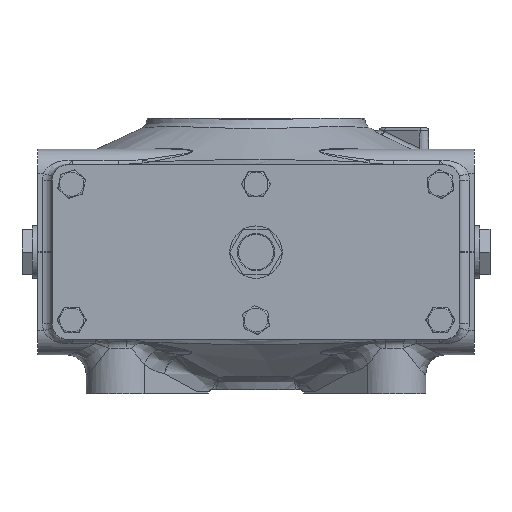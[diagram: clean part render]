
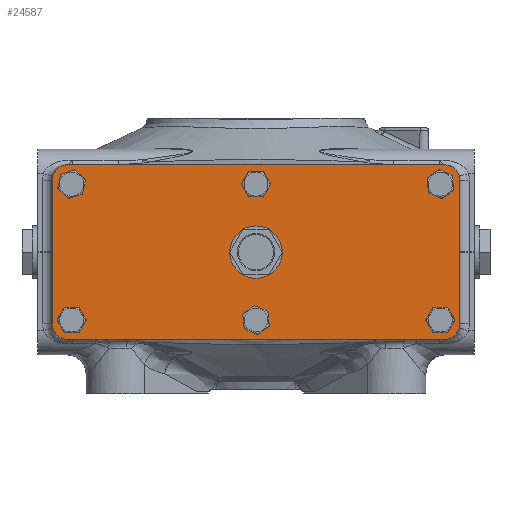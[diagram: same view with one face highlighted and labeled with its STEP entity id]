
A CAD part, left-side view. The second image highlights one B-rep face of the part: STEP entity #24587.
In plain terms, the highlighted planar face has unit normal (-1, 0, 0).
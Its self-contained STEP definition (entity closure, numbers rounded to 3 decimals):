
#360 = VECTOR ( 'NONE', #33341, 1000. ) ;
#912 = VECTOR ( 'NONE', #10271, 1000. ) ;
#1763 = ORIENTED_EDGE ( 'NONE', *, *, #43773, .T. ) ;
#2349 = EDGE_CURVE ( 'NONE', #4710, #53746, #25550, .T. ) ;
#4379 = FACE_BOUND ( 'NONE', #10643, .T. ) ;
#4406 = VERTEX_POINT ( 'NONE', #31189 ) ;
#4573 = CIRCLE ( 'NONE', #27756, 4.5 ) ;
#4710 = VERTEX_POINT ( 'NONE', #50392 ) ;
#5027 = FACE_BOUND ( 'NONE', #39219, .T. ) ;
#5478 = CARTESIAN_POINT ( 'NONE',  ( -110.3, 105., -37. ) ) ;
#5565 = DIRECTION ( 'NONE',  ( -1., 0., 0. ) ) ;
#5573 = CARTESIAN_POINT ( 'NONE',  ( -110.3, 95., -35. ) ) ;
#5577 = AXIS2_PLACEMENT_3D ( 'NONE', #6038, #32123, #36840 ) ;
#5721 = VERTEX_POINT ( 'NONE', #26662 ) ;
#5943 = CARTESIAN_POINT ( 'NONE',  ( -110.3, -97., -45. ) ) ;
#6038 = CARTESIAN_POINT ( 'NONE',  ( -110.3, -97., -37. ) ) ;
#6156 = DIRECTION ( 'NONE',  ( -1., 0., 0. ) ) ;
#6897 = CARTESIAN_POINT ( 'NONE',  ( -110.3, -97., 37. ) ) ;
#7694 = FACE_OUTER_BOUND ( 'NONE', #48488, .T. ) ;
#7703 = CARTESIAN_POINT ( 'NONE',  ( -110.3, 105., 37. ) ) ;
#8762 = EDGE_CURVE ( 'NONE', #24712, #24712, #20895, .T. ) ;
#8938 = ORIENTED_EDGE ( 'NONE', *, *, #2349, .T. ) ;
#9271 = AXIS2_PLACEMENT_3D ( 'NONE', #45818, #24398, #24771 ) ;
#9856 = DIRECTION ( 'NONE',  ( 0., 0., 1. ) ) ;
#10019 = CARTESIAN_POINT ( 'NONE',  ( -110.3, -105., -37. ) ) ;
#10271 = DIRECTION ( 'NONE',  ( 0., 0., 1. ) ) ;
#10643 = EDGE_LOOP ( 'NONE', ( #11903 ) ) ;
#11349 = AXIS2_PLACEMENT_3D ( 'NONE', #53127, #14628, #53515 ) ;
#11903 = ORIENTED_EDGE ( 'NONE', *, *, #43351, .F. ) ;
#12221 = VERTEX_POINT ( 'NONE', #32608 ) ;
#12301 = LINE ( 'NONE', #23142, #912 ) ;
#12616 = CARTESIAN_POINT ( 'NONE',  ( -110.3, -95., 39.5 ) ) ;
#12844 = EDGE_CURVE ( 'NONE', #20611, #20611, #4573, .T. ) ;
#14628 = DIRECTION ( 'NONE',  ( -1., 0., 0. ) ) ;
#14755 = CARTESIAN_POINT ( 'NONE',  ( -110.3, -97., 45. ) ) ;
#15147 = CIRCLE ( 'NONE', #11349, 4.5 ) ;
#15267 = ORIENTED_EDGE ( 'NONE', *, *, #8762, .F. ) ;
#16351 = ORIENTED_EDGE ( 'NONE', *, *, #19575, .F. ) ;
#16791 = CARTESIAN_POINT ( 'NONE',  ( -110.3, -97., 45. ) ) ;
#16846 = EDGE_LOOP ( 'NONE', ( #55314 ) ) ;
#16888 = CIRCLE ( 'NONE', #17925, 8. ) ;
#17009 = CARTESIAN_POINT ( 'NONE',  ( -110.3, 95., 39.5 ) ) ;
#17742 = CARTESIAN_POINT ( 'NONE',  ( -110.3, 95., -30.5 ) ) ;
#17925 = AXIS2_PLACEMENT_3D ( 'NONE', #6897, #6156, #19716 ) ;
#18820 = CARTESIAN_POINT ( 'NONE',  ( -110.3, -95., 35. ) ) ;
#18925 = ORIENTED_EDGE ( 'NONE', *, *, #38208, .T. ) ;
#18959 = CARTESIAN_POINT ( 'NONE',  ( -110.3, 97., -45. ) ) ;
#19178 = FACE_BOUND ( 'NONE', #19771, .T. ) ;
#19575 = EDGE_CURVE ( 'NONE', #38893, #38893, #42820, .T. ) ;
#19712 = CARTESIAN_POINT ( 'NONE',  ( -110.3, 105., 37. ) ) ;
#19716 = DIRECTION ( 'NONE',  ( 0., 0., 1. ) ) ;
#19771 = EDGE_LOOP ( 'NONE', ( #53333 ) ) ;
#20611 = VERTEX_POINT ( 'NONE', #12616 ) ;
#20741 = AXIS2_PLACEMENT_3D ( 'NONE', #44206, #53268, #40206 ) ;
#20895 = CIRCLE ( 'NONE', #50047, 9.5 ) ;
#21689 = EDGE_LOOP ( 'NONE', ( #15267 ) ) ;
#21729 = ORIENTED_EDGE ( 'NONE', *, *, #48158, .T. ) ;
#21763 = CIRCLE ( 'NONE', #52954, 8. ) ;
#22664 = LINE ( 'NONE', #19712, #43750 ) ;
#23142 = CARTESIAN_POINT ( 'NONE',  ( -110.3, -105., 37. ) ) ;
#23265 = DIRECTION ( 'NONE',  ( -1., 0., 0. ) ) ;
#23732 = AXIS2_PLACEMENT_3D ( 'NONE', #5573, #35809, #9856 ) ;
#23978 = VERTEX_POINT ( 'NONE', #17742 ) ;
#24398 = DIRECTION ( 'NONE',  ( -1., 0., 0. ) ) ;
#24512 = EDGE_CURVE ( 'NONE', #30524, #4710, #26717, .T. ) ;
#24587 = ADVANCED_FACE ( 'NONE', ( #35454, #4379, #19178, #55137, #36796, #5027, #38874, #7694 ), #54915, .T. ) ;
#24712 = VERTEX_POINT ( 'NONE', #51445 ) ;
#24771 = DIRECTION ( 'NONE',  ( 0., 0., 1. ) ) ;
#25288 = ORIENTED_EDGE ( 'NONE', *, *, #47912, .T. ) ;
#25550 = CIRCLE ( 'NONE', #5577, 8. ) ;
#25639 = ORIENTED_EDGE ( 'NONE', *, *, #39298, .F. ) ;
#26030 = VERTEX_POINT ( 'NONE', #34048 ) ;
#26463 = VERTEX_POINT ( 'NONE', #43631 ) ;
#26662 = CARTESIAN_POINT ( 'NONE',  ( -110.3, -95., -30.5 ) ) ;
#26717 = LINE ( 'NONE', #5943, #360 ) ;
#26738 = DIRECTION ( 'NONE',  ( 0., 0., 1. ) ) ;
#27394 = AXIS2_PLACEMENT_3D ( 'NONE', #40184, #23265, #44182 ) ;
#27715 = CARTESIAN_POINT ( 'NONE',  ( -110.3, 97., -37. ) ) ;
#27756 = AXIS2_PLACEMENT_3D ( 'NONE', #18820, #31346, #53677 ) ;
#29431 = VERTEX_POINT ( 'NONE', #14755 ) ;
#29489 = DIRECTION ( 'NONE',  ( 0., 1., 0. ) ) ;
#30386 = EDGE_CURVE ( 'NONE', #26030, #26030, #39093, .T. ) ;
#30524 = VERTEX_POINT ( 'NONE', #18959 ) ;
#30706 = CARTESIAN_POINT ( 'NONE',  ( -110.3, 0., 0. ) ) ;
#31079 = DIRECTION ( 'NONE',  ( -1., 0., 0. ) ) ;
#31189 = CARTESIAN_POINT ( 'NONE',  ( -110.3, 0., 39.5 ) ) ;
#31346 = DIRECTION ( 'NONE',  ( -1., 0., 0. ) ) ;
#32119 = EDGE_CURVE ( 'NONE', #4406, #4406, #15147, .T. ) ;
#32123 = DIRECTION ( 'NONE',  ( -1., 0., 0. ) ) ;
#32608 = CARTESIAN_POINT ( 'NONE',  ( -110.3, -105., 37. ) ) ;
#33341 = DIRECTION ( 'NONE',  ( 0., -1., 0. ) ) ;
#34048 = CARTESIAN_POINT ( 'NONE',  ( -110.3, 0., -30.5 ) ) ;
#34530 = VERTEX_POINT ( 'NONE', #7703 ) ;
#35242 = DIRECTION ( 'NONE',  ( 0., 0., 1. ) ) ;
#35402 = VERTEX_POINT ( 'NONE', #5478 ) ;
#35454 = FACE_BOUND ( 'NONE', #21689, .T. ) ;
#35809 = DIRECTION ( 'NONE',  ( -1., 0., 0. ) ) ;
#36796 = FACE_BOUND ( 'NONE', #16846, .T. ) ;
#36840 = DIRECTION ( 'NONE',  ( 0., 0., -1. ) ) ;
#38141 = CIRCLE ( 'NONE', #23732, 4.5 ) ;
#38208 = EDGE_CURVE ( 'NONE', #34530, #35402, #22664, .T. ) ;
#38874 = FACE_BOUND ( 'NONE', #52676, .T. ) ;
#38893 = VERTEX_POINT ( 'NONE', #17009 ) ;
#39093 = CIRCLE ( 'NONE', #20741, 4.5 ) ;
#39219 = EDGE_LOOP ( 'NONE', ( #16351 ) ) ;
#39298 = EDGE_CURVE ( 'NONE', #23978, #23978, #38141, .T. ) ;
#40184 = CARTESIAN_POINT ( 'NONE',  ( -110.3, 97., 37. ) ) ;
#40206 = DIRECTION ( 'NONE',  ( 0., 0., 1. ) ) ;
#40599 = DIRECTION ( 'NONE',  ( -1., 0., 0. ) ) ;
#40940 = EDGE_LOOP ( 'NONE', ( #47178 ) ) ;
#41221 = EDGE_CURVE ( 'NONE', #29431, #26463, #52095, .T. ) ;
#41323 = CARTESIAN_POINT ( 'NONE',  ( -110.3, -97., 37. ) ) ;
#42820 = CIRCLE ( 'NONE', #9271, 4.5 ) ;
#43083 = ORIENTED_EDGE ( 'NONE', *, *, #43128, .T. ) ;
#43128 = EDGE_CURVE ( 'NONE', #35402, #30524, #21763, .T. ) ;
#43351 = EDGE_CURVE ( 'NONE', #5721, #5721, #43552, .T. ) ;
#43509 = AXIS2_PLACEMENT_3D ( 'NONE', #52861, #31079, #35242 ) ;
#43552 = CIRCLE ( 'NONE', #43509, 4.5 ) ;
#43631 = CARTESIAN_POINT ( 'NONE',  ( -110.3, 97., 45. ) ) ;
#43635 = AXIS2_PLACEMENT_3D ( 'NONE', #41323, #46412, #50338 ) ;
#43750 = VECTOR ( 'NONE', #50562, 1000. ) ;
#43773 = EDGE_CURVE ( 'NONE', #53746, #12221, #12301, .T. ) ;
#44182 = DIRECTION ( 'NONE',  ( 0., 0., 1. ) ) ;
#44206 = CARTESIAN_POINT ( 'NONE',  ( -110.3, 0., -35. ) ) ;
#44964 = DIRECTION ( 'NONE',  ( 0., 0., 1. ) ) ;
#45818 = CARTESIAN_POINT ( 'NONE',  ( -110.3, 95., 35. ) ) ;
#46412 = DIRECTION ( 'NONE',  ( -1., 0., 0. ) ) ;
#47178 = ORIENTED_EDGE ( 'NONE', *, *, #32119, .F. ) ;
#47199 = ORIENTED_EDGE ( 'NONE', *, *, #41221, .T. ) ;
#47347 = VECTOR ( 'NONE', #29489, 1000. ) ;
#47912 = EDGE_CURVE ( 'NONE', #12221, #29431, #16888, .T. ) ;
#48158 = EDGE_CURVE ( 'NONE', #26463, #34530, #48684, .T. ) ;
#48488 = EDGE_LOOP ( 'NONE', ( #25288, #47199, #21729, #18925, #43083, #50626, #8938, #1763 ) ) ;
#48684 = CIRCLE ( 'NONE', #27394, 8. ) ;
#50047 = AXIS2_PLACEMENT_3D ( 'NONE', #30706, #5565, #26738 ) ;
#50338 = DIRECTION ( 'NONE',  ( 0., 0., 1. ) ) ;
#50392 = CARTESIAN_POINT ( 'NONE',  ( -110.3, -97., -45. ) ) ;
#50562 = DIRECTION ( 'NONE',  ( 0., 0., -1. ) ) ;
#50626 = ORIENTED_EDGE ( 'NONE', *, *, #24512, .T. ) ;
#51445 = CARTESIAN_POINT ( 'NONE',  ( -110.3, 0., 9.5 ) ) ;
#52095 = LINE ( 'NONE', #16791, #47347 ) ;
#52676 = EDGE_LOOP ( 'NONE', ( #25639 ) ) ;
#52861 = CARTESIAN_POINT ( 'NONE',  ( -110.3, -95., -35. ) ) ;
#52954 = AXIS2_PLACEMENT_3D ( 'NONE', #27715, #40599, #44964 ) ;
#53127 = CARTESIAN_POINT ( 'NONE',  ( -110.3, 0., 35. ) ) ;
#53268 = DIRECTION ( 'NONE',  ( -1., 0., 0. ) ) ;
#53333 = ORIENTED_EDGE ( 'NONE', *, *, #12844, .F. ) ;
#53515 = DIRECTION ( 'NONE',  ( 0., 0., 1. ) ) ;
#53677 = DIRECTION ( 'NONE',  ( 0., 0., 1. ) ) ;
#53746 = VERTEX_POINT ( 'NONE', #10019 ) ;
#54915 = PLANE ( 'NONE',  #43635 ) ;
#55137 = FACE_BOUND ( 'NONE', #40940, .T. ) ;
#55314 = ORIENTED_EDGE ( 'NONE', *, *, #30386, .F. ) ;
